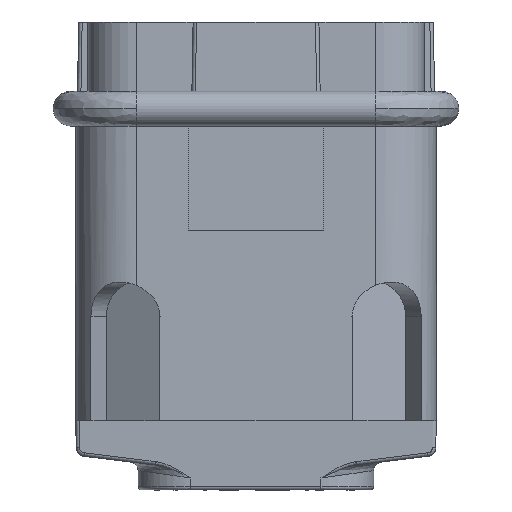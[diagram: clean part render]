
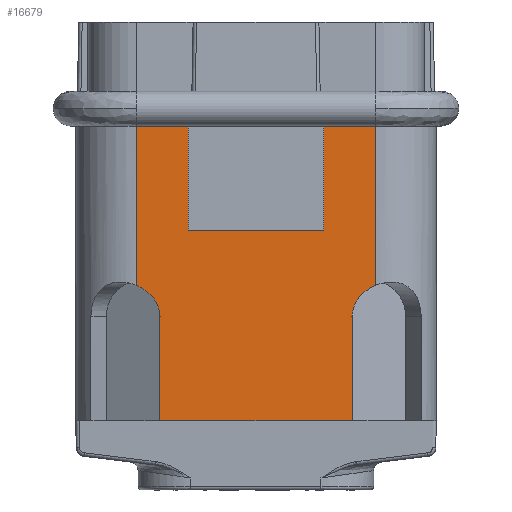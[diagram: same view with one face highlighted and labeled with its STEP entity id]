
A CAD part, front view. The second image highlights one B-rep face of the part: STEP entity #16679.
In plain terms, the highlighted planar face has unit normal (0, -1, 0).
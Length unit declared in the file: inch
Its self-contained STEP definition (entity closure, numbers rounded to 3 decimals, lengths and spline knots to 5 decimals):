
#25 = EDGE_CURVE ( 'NONE', #14950, #11477, #5875, .T. ) ;
#309 = CARTESIAN_POINT ( 'NONE',  ( 0.20967, -1.22835, -0.12562 ) ) ;
#360 = VECTOR ( 'NONE', #12724, 39.37008 ) ;
#383 = VECTOR ( 'NONE', #6878, 39.37008 ) ;
#418 = DIRECTION ( 'NONE',  ( 0., 0., -1. ) ) ;
#437 = PLANE ( 'NONE',  #12283 ) ;
#1226 = VERTEX_POINT ( 'NONE', #5594 ) ;
#1273 = VERTEX_POINT ( 'NONE', #2643 ) ;
#1797 = ORIENTED_EDGE ( 'NONE', *, *, #15966, .F. ) ;
#1869 = EDGE_LOOP ( 'NONE', ( #17237, #16904, #4175, #15241, #3895, #19168, #4449, #12221, #7091, #5295, #6593, #1797 ) ) ;
#1907 = CARTESIAN_POINT ( 'NONE',  ( -0.30018, -1.22835, -0.139 ) ) ;
#1982 = DIRECTION ( 'NONE',  ( 0., 0., 1. ) ) ;
#2070 = CARTESIAN_POINT ( 'NONE',  ( -0.33364, -1.22835, 0.23622 ) ) ;
#2643 = CARTESIAN_POINT ( 'NONE',  ( 0.09155, -1.22835, 0. ) ) ;
#2818 = CARTESIAN_POINT ( 'NONE',  ( 0.09155, -1.22835, -0.43307 ) ) ;
#2835 = LINE ( 'NONE', #8849, #6520 ) ;
#2970 = VERTEX_POINT ( 'NONE', #16119 ) ;
#3345 = VECTOR ( 'NONE', #15893, 39.37008 ) ;
#3769 = VECTOR ( 'NONE', #418, 39.37008 ) ;
#3895 = ORIENTED_EDGE ( 'NONE', *, *, #3990, .F. ) ;
#3990 = EDGE_CURVE ( 'NONE', #4634, #14950, #5316, .T. ) ;
#4078 = VECTOR ( 'NONE', #1982, 39.37008 ) ;
#4175 = ORIENTED_EDGE ( 'NONE', *, *, #17333, .F. ) ;
#4177 = DIRECTION ( 'NONE',  ( 0., 0., 1. ) ) ;
#4207 = LINE ( 'NONE', #10234, #13035 ) ;
#4218 = EDGE_CURVE ( 'NONE', #14332, #1273, #2835, .T. ) ;
#4449 = ORIENTED_EDGE ( 'NONE', *, *, #4458, .F. ) ;
#4458 = EDGE_CURVE ( 'NONE', #9599, #18308, #13655, .T. ) ;
#4634 = VERTEX_POINT ( 'NONE', #19143 ) ;
#5295 = ORIENTED_EDGE ( 'NONE', *, *, #4218, .F. ) ;
#5316 = LINE ( 'NONE', #10048, #3345 ) ;
#5594 = CARTESIAN_POINT ( 'NONE',  ( -0.21553, -1.22835, 0.23622 ) ) ;
#5806 = VECTOR ( 'NONE', #10317, 39.37008 ) ;
#5875 = LINE ( 'NONE', #2818, #5806 ) ;
#6520 = VECTOR ( 'NONE', #19405, 39.37008 ) ;
#6593 = ORIENTED_EDGE ( 'NONE', *, *, #18169, .F. ) ;
#6704 = CARTESIAN_POINT ( 'NONE',  ( -0.28038, -1.22835, 0.23622 ) ) ;
#6834 = CARTESIAN_POINT ( 'NONE',  ( 0.20967, -1.22835, 0.23622 ) ) ;
#6878 = DIRECTION ( 'NONE',  ( 1., 0., 0. ) ) ;
#7091 = ORIENTED_EDGE ( 'NONE', *, *, #11502, .F. ) ;
#8374 = CARTESIAN_POINT ( 'NONE',  ( 0.20967, -1.22835, -0.12562 ) ) ;
#8447 = CARTESIAN_POINT ( 'NONE',  ( 0.09155, -1.22835, 0.23622 ) ) ;
#8627 = CARTESIAN_POINT ( 'NONE',  ( -0.28038, -1.22835, -0.43307 ) ) ;
#8849 = CARTESIAN_POINT ( 'NONE',  ( 0.09155, -1.22835, 0. ) ) ;
#8921 = EDGE_CURVE ( 'NONE', #12686, #9599, #13601, .T. ) ;
#9366 = CARTESIAN_POINT ( 'NONE',  ( 0.1564, -1.22835, -0.19685 ) ) ;
#9389 = DIRECTION ( 'NONE',  ( 0., 0., 1. ) ) ;
#9599 = VERTEX_POINT ( 'NONE', #6834 ) ;
#10048 = CARTESIAN_POINT ( 'NONE',  ( 0.1564, -1.22835, 0.23622 ) ) ;
#10234 = CARTESIAN_POINT ( 'NONE',  ( 0.09155, -1.22835, 0.23622 ) ) ;
#10317 = DIRECTION ( 'NONE',  ( -1., 0., 0. ) ) ;
#10501 = CARTESIAN_POINT ( 'NONE',  ( 0.09155, -1.22835, 0.23622 ) ) ;
#10830 =( BOUNDED_CURVE ( )  B_SPLINE_CURVE ( 3, ( #14044, #14227, #1907, #12457 ),
 .UNSPECIFIED., .F., .F. ) 
 B_SPLINE_CURVE_WITH_KNOTS ( ( 4, 4 ),
 ( 0., 1.13039 ),
 .UNSPECIFIED. ) 
 CURVE ( )  GEOMETRIC_REPRESENTATION_ITEM ( )  RATIONAL_B_SPLINE_CURVE ( ( 1., 0.896, 0.896, 1. ) ) 
 REPRESENTATION_ITEM ( '' )  );
#11083 = VERTEX_POINT ( 'NONE', #19115 ) ;
#11477 = VERTEX_POINT ( 'NONE', #8627 ) ;
#11502 = EDGE_CURVE ( 'NONE', #1273, #12686, #13256, .T. ) ;
#11552 = VECTOR ( 'NONE', #16413, 39.37008 ) ;
#12221 = ORIENTED_EDGE ( 'NONE', *, *, #8921, .F. ) ;
#12255 = CARTESIAN_POINT ( 'NONE',  ( -0.21553, -1.22835, 0. ) ) ;
#12283 = AXIS2_PLACEMENT_3D ( 'NONE', #16809, #15616, #9389 ) ;
#12457 = CARTESIAN_POINT ( 'NONE',  ( -0.33364, -1.22835, -0.12562 ) ) ;
#12686 = VERTEX_POINT ( 'NONE', #10501 ) ;
#12724 = DIRECTION ( 'NONE',  ( 0., 0., 1. ) ) ;
#13035 = VECTOR ( 'NONE', #19315, 39.37008 ) ;
#13042 = EDGE_CURVE ( 'NONE', #2970, #11083, #10830, .T. ) ;
#13130 = EDGE_CURVE ( 'NONE', #18308, #4634, #15729, .T. ) ;
#13256 = LINE ( 'NONE', #17715, #15820 ) ;
#13601 = LINE ( 'NONE', #8447, #383 ) ;
#13655 = LINE ( 'NONE', #18184, #11552 ) ;
#13915 = CARTESIAN_POINT ( 'NONE',  ( 0.1564, -1.22835, -0.16548 ) ) ;
#14044 = CARTESIAN_POINT ( 'NONE',  ( -0.28038, -1.22835, -0.19685 ) ) ;
#14227 = CARTESIAN_POINT ( 'NONE',  ( -0.28038, -1.22835, -0.16548 ) ) ;
#14332 = VERTEX_POINT ( 'NONE', #12255 ) ;
#14950 = VERTEX_POINT ( 'NONE', #17907 ) ;
#15241 = ORIENTED_EDGE ( 'NONE', *, *, #25, .F. ) ;
#15298 = LINE ( 'NONE', #17179, #3769 ) ;
#15501 = LINE ( 'NONE', #2070, #4078 ) ;
#15616 = DIRECTION ( 'NONE',  ( 0., 1., 0. ) ) ;
#15729 =( BOUNDED_CURVE ( )  B_SPLINE_CURVE ( 3, ( #309, #16780, #13915, #9366 ),
 .UNSPECIFIED., .F., .F. ) 
 B_SPLINE_CURVE_WITH_KNOTS ( ( 4, 4 ),
 ( 5.15279, 6.28319 ),
 .UNSPECIFIED. ) 
 CURVE ( )  GEOMETRIC_REPRESENTATION_ITEM ( )  RATIONAL_B_SPLINE_CURVE ( ( 1., 0.896, 0.896, 1. ) ) 
 REPRESENTATION_ITEM ( '' )  );
#15820 = VECTOR ( 'NONE', #4177, 39.37008 ) ;
#15893 = DIRECTION ( 'NONE',  ( 0., 0., -1. ) ) ;
#15966 = EDGE_CURVE ( 'NONE', #17020, #1226, #4207, .T. ) ;
#16119 = CARTESIAN_POINT ( 'NONE',  ( -0.28038, -1.22835, -0.19685 ) ) ;
#16413 = DIRECTION ( 'NONE',  ( 0., 0., -1. ) ) ;
#16679 = ADVANCED_FACE ( 'NONE', ( #18379 ), #437, .F. ) ;
#16780 = CARTESIAN_POINT ( 'NONE',  ( 0.17621, -1.22835, -0.139 ) ) ;
#16809 = CARTESIAN_POINT ( 'NONE',  ( 0.09155, -1.22835, 0.23622 ) ) ;
#16904 = ORIENTED_EDGE ( 'NONE', *, *, #13042, .F. ) ;
#17020 = VERTEX_POINT ( 'NONE', #17856 ) ;
#17155 = EDGE_CURVE ( 'NONE', #11083, #17020, #15501, .T. ) ;
#17179 = CARTESIAN_POINT ( 'NONE',  ( -0.21553, -1.22835, 0.23622 ) ) ;
#17237 = ORIENTED_EDGE ( 'NONE', *, *, #17155, .F. ) ;
#17267 = LINE ( 'NONE', #6704, #360 ) ;
#17333 = EDGE_CURVE ( 'NONE', #11477, #2970, #17267, .T. ) ;
#17715 = CARTESIAN_POINT ( 'NONE',  ( 0.09155, -1.22835, 0.23622 ) ) ;
#17856 = CARTESIAN_POINT ( 'NONE',  ( -0.33364, -1.22835, 0.23622 ) ) ;
#17907 = CARTESIAN_POINT ( 'NONE',  ( 0.1564, -1.22835, -0.43307 ) ) ;
#18169 = EDGE_CURVE ( 'NONE', #1226, #14332, #15298, .T. ) ;
#18184 = CARTESIAN_POINT ( 'NONE',  ( 0.20967, -1.22835, 0.23622 ) ) ;
#18308 = VERTEX_POINT ( 'NONE', #8374 ) ;
#18379 = FACE_OUTER_BOUND ( 'NONE', #1869, .T. ) ;
#19115 = CARTESIAN_POINT ( 'NONE',  ( -0.33364, -1.22835, -0.12562 ) ) ;
#19143 = CARTESIAN_POINT ( 'NONE',  ( 0.1564, -1.22835, -0.19685 ) ) ;
#19168 = ORIENTED_EDGE ( 'NONE', *, *, #13130, .F. ) ;
#19315 = DIRECTION ( 'NONE',  ( 1., 0., 0. ) ) ;
#19405 = DIRECTION ( 'NONE',  ( 1., 0., 0. ) ) ;
